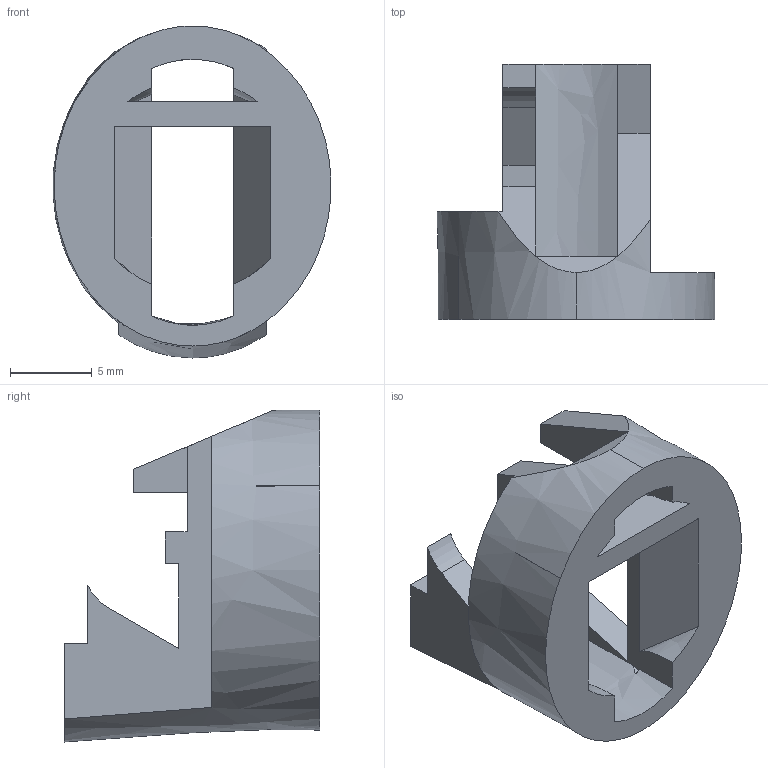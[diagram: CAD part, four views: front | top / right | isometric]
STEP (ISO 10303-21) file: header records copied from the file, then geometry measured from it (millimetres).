
FILE_DESCRIPTION (( 'STEP AP203' ), '1' );
FILE_NAME ('PP - P MainD4 R.STEP', '2017-08-02T03:25:41', ( '' ), ( '' ), 'SwSTEP 2.0', 'SolidWorks 2016', '' );
FILE_SCHEMA (( 'CONFIG_CONTROL_DESIGN' ));
Length unit declared in the file: millimetre
Products named in the file (1): PP - P MainD4 R
Bounding box: 16.97 x 15.6 x 20.27 mm (x, y, z)
Volume: 1171.1 mm3; surface area: 1362.8 mm2
Topology: 1 solids, 1 shells, 51 faces, 151 edges, 100 vertices
Faces by surface type: plane 39, bspline 9, cylinder 3
Entity records: 2351 total; most frequent: CARTESIAN_POINT 990, ORIENTED_EDGE 302, DIRECTION 214, EDGE_CURVE 151, LINE 106, VECTOR 106, VERTEX_POINT 100, AXIS2_PLACEMENT_3D 54
